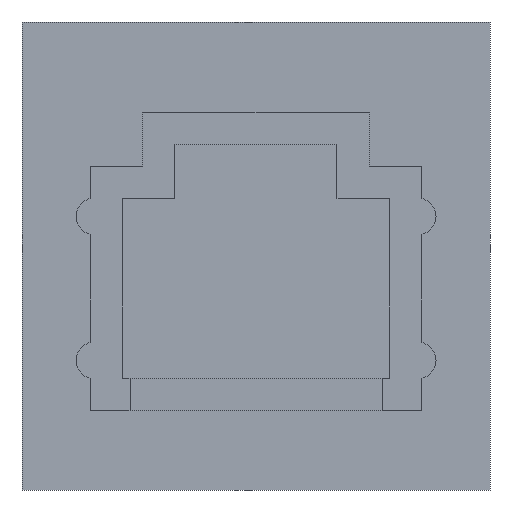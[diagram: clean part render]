
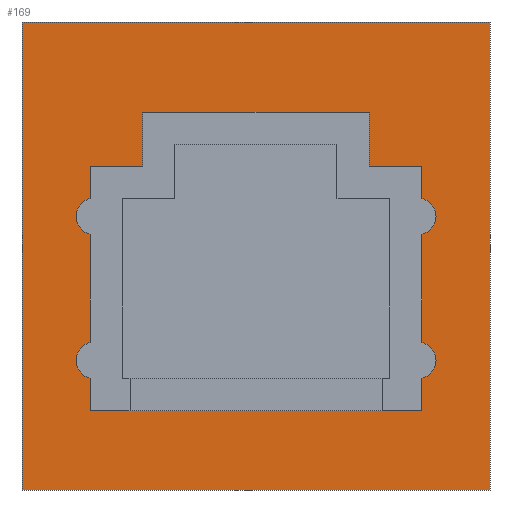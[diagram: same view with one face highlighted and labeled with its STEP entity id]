
A CAD part, front view. The second image highlights one B-rep face of the part: STEP entity #169.
In plain terms, the highlighted planar face has unit normal (0, -1, 0).
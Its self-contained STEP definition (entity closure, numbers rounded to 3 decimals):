
#169 = ADVANCED_FACE( '', ( #340, #341 ), #342, .T. );
#340 = FACE_BOUND( '', #509, .T. );
#341 = FACE_OUTER_BOUND( '', #510, .T. );
#342 = PLANE( '', #511 );
#509 = EDGE_LOOP( '', ( #944, #945, #946, #947, #948, #949, #950, #951, #952, #953, #954, #955, #956, #957, #958, #959 ) );
#510 = EDGE_LOOP( '', ( #960, #961, #962, #963 ) );
#511 = AXIS2_PLACEMENT_3D( '', #964, #965, #966 );
#944 = ORIENTED_EDGE( '', *, *, #1094, .T. );
#945 = ORIENTED_EDGE( '', *, *, #1174, .T. );
#946 = ORIENTED_EDGE( '', *, *, #1180, .T. );
#947 = ORIENTED_EDGE( '', *, *, #1194, .T. );
#948 = ORIENTED_EDGE( '', *, *, #1165, .F. );
#949 = ORIENTED_EDGE( '', *, *, #1087, .T. );
#950 = ORIENTED_EDGE( '', *, *, #1016, .F. );
#951 = ORIENTED_EDGE( '', *, *, #1124, .T. );
#952 = ORIENTED_EDGE( '', *, *, #1195, .T. );
#953 = ORIENTED_EDGE( '', *, *, #1144, .T. );
#954 = ORIENTED_EDGE( '', *, *, #1196, .T. );
#955 = ORIENTED_EDGE( '', *, *, #1080, .T. );
#956 = ORIENTED_EDGE( '', *, *, #1191, .T. );
#957 = ORIENTED_EDGE( '', *, *, #1197, .T. );
#958 = ORIENTED_EDGE( '', *, *, #1184, .T. );
#959 = ORIENTED_EDGE( '', *, *, #1091, .T. );
#960 = ORIENTED_EDGE( '', *, *, #1171, .T. );
#961 = ORIENTED_EDGE( '', *, *, #1188, .T. );
#962 = ORIENTED_EDGE( '', *, *, #1021, .T. );
#963 = ORIENTED_EDGE( '', *, *, #1138, .T. );
#964 = CARTESIAN_POINT( '', ( 0., 0., 0. ) );
#965 = DIRECTION( '', ( 0., -1., 0. ) );
#966 = DIRECTION( '', ( 0., 0., -1. ) );
#1016 = EDGE_CURVE( '', #1205, #1206, #1207, .T. );
#1021 = EDGE_CURVE( '', #1214, #1215, #1216, .T. );
#1080 = EDGE_CURVE( '', #1314, #1315, #1316, .T. );
#1087 = EDGE_CURVE( '', #1324, #1206, #1327, .T. );
#1091 = EDGE_CURVE( '', #1334, #1332, #1335, .T. );
#1094 = EDGE_CURVE( '', #1332, #1338, #1339, .T. );
#1124 = EDGE_CURVE( '', #1205, #1379, #1381, .T. );
#1138 = EDGE_CURVE( '', #1215, #1397, #1398, .T. );
#1144 = EDGE_CURVE( '', #1404, #1405, #1406, .T. );
#1165 = EDGE_CURVE( '', #1324, #1436, #1437, .T. );
#1171 = EDGE_CURVE( '', #1397, #1443, #1444, .T. );
#1174 = EDGE_CURVE( '', #1338, #1447, #1448, .T. );
#1180 = EDGE_CURVE( '', #1447, #1453, #1455, .T. );
#1184 = EDGE_CURVE( '', #1459, #1334, #1460, .T. );
#1188 = EDGE_CURVE( '', #1443, #1214, #1464, .T. );
#1191 = EDGE_CURVE( '', #1315, #1467, #1468, .T. );
#1194 = EDGE_CURVE( '', #1453, #1436, #1471, .T. );
#1195 = EDGE_CURVE( '', #1379, #1404, #1472, .T. );
#1196 = EDGE_CURVE( '', #1405, #1314, #1473, .T. );
#1197 = EDGE_CURVE( '', #1467, #1459, #1474, .T. );
#1205 = VERTEX_POINT( '', #1482 );
#1206 = VERTEX_POINT( '', #1483 );
#1207 = CIRCLE( '', #1484, 0.513 );
#1214 = VERTEX_POINT( '', #1493 );
#1215 = VERTEX_POINT( '', #1494 );
#1216 = LINE( '', #1495, #1496 );
#1314 = VERTEX_POINT( '', #1634 );
#1315 = VERTEX_POINT( '', #1635 );
#1316 = LINE( '', #1636, #1637 );
#1324 = VERTEX_POINT( '', #1648 );
#1327 = LINE( '', #1653, #1654 );
#1332 = VERTEX_POINT( '', #1660 );
#1334 = VERTEX_POINT( '', #1663 );
#1335 = LINE( '', #1664, #1665 );
#1338 = VERTEX_POINT( '', #1669 );
#1339 = CIRCLE( '', #1670, 0.513 );
#1379 = VERTEX_POINT( '', #1728 );
#1381 = LINE( '', #1731, #1732 );
#1397 = VERTEX_POINT( '', #1756 );
#1398 = LINE( '', #1757, #1758 );
#1404 = VERTEX_POINT( '', #1767 );
#1405 = VERTEX_POINT( '', #1768 );
#1406 = LINE( '', #1769, #1770 );
#1436 = VERTEX_POINT( '', #1815 );
#1437 = CIRCLE( '', #1816, 0.513 );
#1443 = VERTEX_POINT( '', #1824 );
#1444 = LINE( '', #1825, #1826 );
#1447 = VERTEX_POINT( '', #1830 );
#1448 = LINE( '', #1831, #1832 );
#1453 = VERTEX_POINT( '', #1839 );
#1455 = LINE( '', #1842, #1843 );
#1459 = VERTEX_POINT( '', #1848 );
#1460 = CIRCLE( '', #1849, 0.513 );
#1464 = LINE( '', #1854, #1855 );
#1467 = VERTEX_POINT( '', #1858 );
#1468 = LINE( '', #1859, #1860 );
#1471 = LINE( '', #1864, #1865 );
#1472 = LINE( '', #1866, #1867 );
#1473 = LINE( '', #1868, #1869 );
#1474 = LINE( '', #1870, #1871 );
#1482 = CARTESIAN_POINT( '', ( -4.6, 0., 1.6 ) );
#1483 = CARTESIAN_POINT( '', ( -4.6, 0., 0.6 ) );
#1484 = AXIS2_PLACEMENT_3D( '', #1878, #1879, #1880 );
#1493 = CARTESIAN_POINT( '', ( 6.5, 0., -6.5 ) );
#1494 = CARTESIAN_POINT( '', ( 6.5, 0., 6.5 ) );
#1495 = CARTESIAN_POINT( '', ( 6.5, 0., -6.5 ) );
#1496 = VECTOR( '', #1886, 1000. );
#1634 = CARTESIAN_POINT( '', ( 3.15, 0., 4. ) );
#1635 = CARTESIAN_POINT( '', ( 3.15, 0., 2.5 ) );
#1636 = CARTESIAN_POINT( '', ( 3.15, 0., 0. ) );
#1637 = VECTOR( '', #1945, 1000. );
#1648 = CARTESIAN_POINT( '', ( -4.6, 0., -2.4 ) );
#1653 = CARTESIAN_POINT( '', ( -4.6, 0., 0. ) );
#1654 = VECTOR( '', #1951, 1000. );
#1660 = CARTESIAN_POINT( '', ( 4.6, 0., -2.4 ) );
#1663 = CARTESIAN_POINT( '', ( 4.6, 0., 0.6 ) );
#1664 = CARTESIAN_POINT( '', ( 4.6, 0., 0. ) );
#1665 = VECTOR( '', #1954, 1000. );
#1669 = CARTESIAN_POINT( '', ( 4.6, 0., -3.4 ) );
#1670 = AXIS2_PLACEMENT_3D( '', #1956, #1957, #1958 );
#1728 = CARTESIAN_POINT( '', ( -4.6, 0., 2.5 ) );
#1731 = CARTESIAN_POINT( '', ( -4.6, 0., 0. ) );
#1732 = VECTOR( '', #1987, 1000. );
#1756 = CARTESIAN_POINT( '', ( -6.5, 0., 6.5 ) );
#1757 = CARTESIAN_POINT( '', ( 6.5, 0., 6.5 ) );
#1758 = VECTOR( '', #1996, 1000. );
#1767 = CARTESIAN_POINT( '', ( -3.15, 0., 2.5 ) );
#1768 = CARTESIAN_POINT( '', ( -3.15, 0., 4. ) );
#1769 = CARTESIAN_POINT( '', ( -3.15, 0., 0. ) );
#1770 = VECTOR( '', #2000, 1000. );
#1815 = CARTESIAN_POINT( '', ( -4.6, 0., -3.4 ) );
#1816 = AXIS2_PLACEMENT_3D( '', #2022, #2023, #2024 );
#1824 = CARTESIAN_POINT( '', ( -6.5, 0., -6.5 ) );
#1825 = CARTESIAN_POINT( '', ( -6.5, 0., 6.5 ) );
#1826 = VECTOR( '', #2027, 1000. );
#1830 = CARTESIAN_POINT( '', ( 4.6, 0., -4.3 ) );
#1831 = CARTESIAN_POINT( '', ( 4.6, 0., 0. ) );
#1832 = VECTOR( '', #2029, 1000. );
#1839 = CARTESIAN_POINT( '', ( -4.6, 0., -4.3 ) );
#1842 = CARTESIAN_POINT( '', ( 0., 0., -4.3 ) );
#1843 = VECTOR( '', #2033, 1000. );
#1848 = CARTESIAN_POINT( '', ( 4.6, 0., 1.6 ) );
#1849 = AXIS2_PLACEMENT_3D( '', #2035, #2036, #2037 );
#1854 = CARTESIAN_POINT( '', ( -6.5, 0., -6.5 ) );
#1855 = VECTOR( '', #2039, 1000. );
#1858 = CARTESIAN_POINT( '', ( 4.6, 0., 2.5 ) );
#1859 = CARTESIAN_POINT( '', ( 0., 0., 2.5 ) );
#1860 = VECTOR( '', #2040, 1000. );
#1864 = CARTESIAN_POINT( '', ( -4.6, 0., 0. ) );
#1865 = VECTOR( '', #2042, 1000. );
#1866 = CARTESIAN_POINT( '', ( 0., 0., 2.5 ) );
#1867 = VECTOR( '', #2043, 1000. );
#1868 = CARTESIAN_POINT( '', ( 0., 0., 4. ) );
#1869 = VECTOR( '', #2044, 1000. );
#1870 = CARTESIAN_POINT( '', ( 4.6, 0., 0. ) );
#1871 = VECTOR( '', #2045, 1000. );
#1878 = CARTESIAN_POINT( '', ( -4.488, 0., 1.1 ) );
#1879 = DIRECTION( '', ( 0., -1., 0. ) );
#1880 = DIRECTION( '', ( 1., 0., 0. ) );
#1886 = DIRECTION( '', ( 0., 0., 1. ) );
#1945 = DIRECTION( '', ( 0., 0., -1. ) );
#1951 = DIRECTION( '', ( 0., 0., 1. ) );
#1954 = DIRECTION( '', ( 0., 0., -1. ) );
#1956 = CARTESIAN_POINT( '', ( 4.488, 0., -2.9 ) );
#1957 = DIRECTION( '', ( 0., 1., 0. ) );
#1958 = DIRECTION( '', ( -1., 0., 0. ) );
#1987 = DIRECTION( '', ( 0., 0., 1. ) );
#1996 = DIRECTION( '', ( -1., 0., 0. ) );
#2000 = DIRECTION( '', ( 0., 0., 1. ) );
#2022 = CARTESIAN_POINT( '', ( -4.488, 0., -2.9 ) );
#2023 = DIRECTION( '', ( 0., -1., 0. ) );
#2024 = DIRECTION( '', ( 1., 0., 0. ) );
#2027 = DIRECTION( '', ( 0., 0., -1. ) );
#2029 = DIRECTION( '', ( 0., 0., -1. ) );
#2033 = DIRECTION( '', ( -1., 0., 0. ) );
#2035 = CARTESIAN_POINT( '', ( 4.488, 0., 1.1 ) );
#2036 = DIRECTION( '', ( 0., 1., 0. ) );
#2037 = DIRECTION( '', ( -1., 0., 0. ) );
#2039 = DIRECTION( '', ( 1., 0., 0. ) );
#2040 = DIRECTION( '', ( 1., 0., 0. ) );
#2042 = DIRECTION( '', ( 0., 0., 1. ) );
#2043 = DIRECTION( '', ( 1., 0., 0. ) );
#2044 = DIRECTION( '', ( 1., 0., 0. ) );
#2045 = DIRECTION( '', ( 0., 0., -1. ) );
